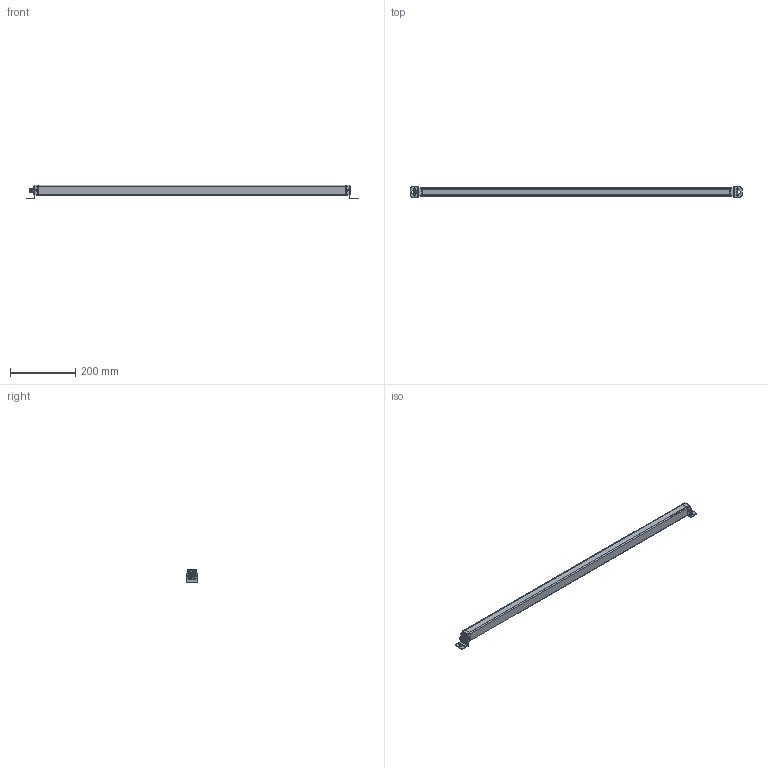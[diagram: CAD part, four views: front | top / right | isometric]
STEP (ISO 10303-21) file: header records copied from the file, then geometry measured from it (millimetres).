
FILE_DESCRIPTION((''),'2;1');
FILE_NAME('243405_SM01_ASM','2024-07-19T10:16:23',('banengservice'),('BANNER ENGINEERING'),'CREO PARAMETRIC BY PTC INC, 2022414','CREO PARAMETRIC BY PTC INC, 2022414','');
FILE_SCHEMA(('CONFIG_CONTROL_DESIGN'));
Length unit declared in the file: millimetre
Products named in the file (2): 243405_EP01; 243405_SM01_ASM
Assembly tree (1 placements, depth 2):
  243405_SM01_ASM
    243405_EP01
Bounding box: 1018.3 x 31.75 x 42.57 mm (x, y, z)
Volume: 766629.5 mm3; surface area: 120482.2 mm2
Topology: 7 solids, 7 shells, 876 faces, 2264 edges, 1373 vertices
Faces by surface type: cylinder 367, plane 287, cone 78, torus 61, sphere 56, bspline 27
Entity records: 36045 total; most frequent: CARTESIAN_POINT 14444, DIRECTION 4749, ORIENTED_EDGE 4432, EDGE_CURVE 2216, AXIS2_PLACEMENT_3D 1859, VERTEX_POINT 1373, VECTOR 1031, LINE 1031
